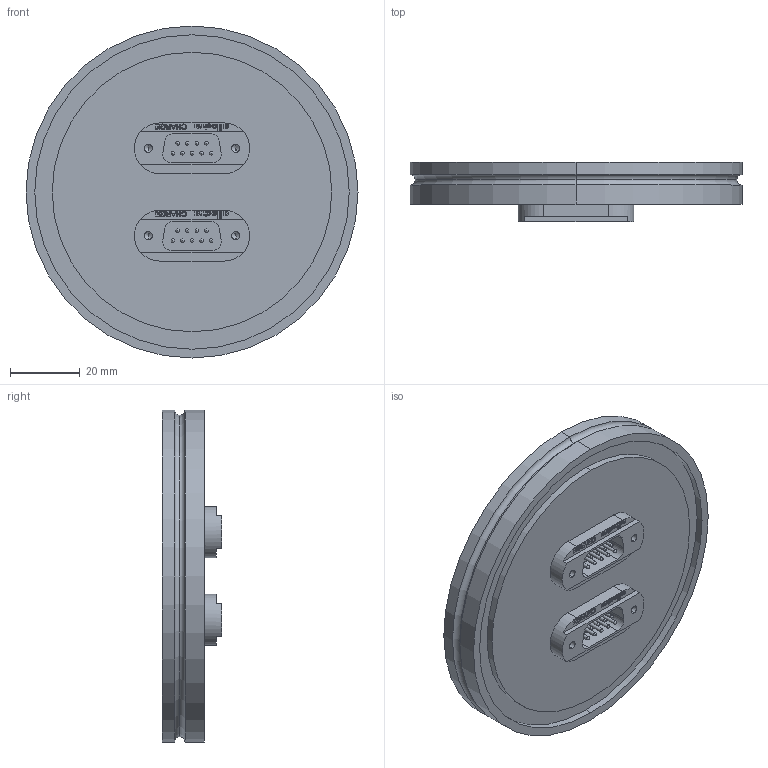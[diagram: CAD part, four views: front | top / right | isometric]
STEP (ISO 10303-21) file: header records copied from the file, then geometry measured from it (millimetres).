
FILE_DESCRIPTION (( 'STEP AP214' ), '1' );
FILE_NAME ('210-D09-ISO63-2.step', '2025-02-17T20:19:52', ( '' ), ( '' ), 'SwSTEP 2.0', 'SolidWorks 2022', '' );
FILE_SCHEMA (( 'AUTOMOTIVE_DESIGN' ));
Length unit declared in the file: millimetre
Products named in the file (5): 210-D09-ISO63-2; 218-D9-37-SS_218-D09-SS; 9210-PIN-FENI_Pin vergoldet; 9210-D09-ISO63-2_DN063 ISO-K; 9218-D9-37-SS-V22_9pin 1mm beschr. allectra
Assembly tree (13 placements, depth 3):
  210-D09-ISO63-2
    9210-D09-ISO63-2_DN063 ISO-K
    218-D9-37-SS_218-D09-SS  x2
      9218-D9-37-SS-V22_9pin 1mm beschr. allectra
      9210-PIN-FENI_Pin vergoldet
Bounding box: 95 x 17 x 95 mm (x, y, z)
Volume: 77764.7 mm3; surface area: 27819.6 mm2
Topology: 21 solids, 21 shells, 632 faces, 1708 edges, 1118 vertices
Faces by surface type: plane 298, cylinder 220, bspline 54, sphere 36, cone 16, torus 8
Entity records: 11109 total; most frequent: CARTESIAN_POINT 3376, ORIENTED_EDGE 1554, DIRECTION 1517, EDGE_CURVE 777, VERTEX_POINT 512, LINE 507, VECTOR 507, AXIS2_PLACEMENT_3D 505
